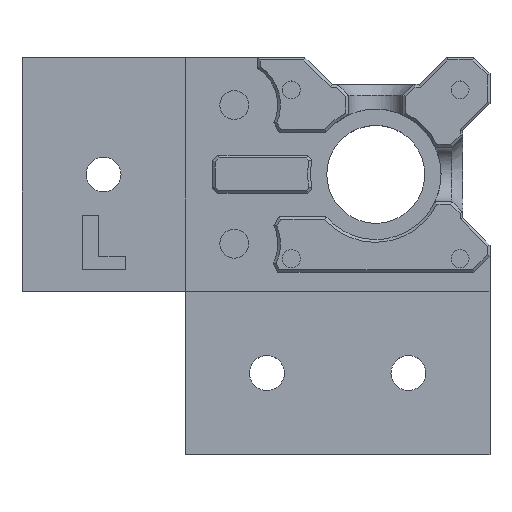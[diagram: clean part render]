
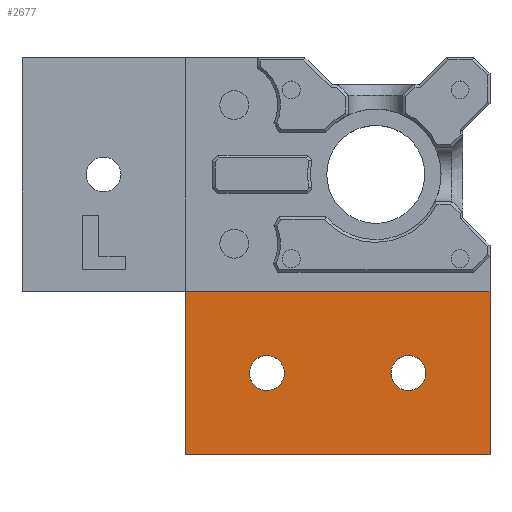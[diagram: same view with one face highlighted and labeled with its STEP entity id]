
A CAD part, top view. The second image highlights one B-rep face of the part: STEP entity #2677.
In plain terms, the highlighted planar face has unit normal (0, 0, 1).
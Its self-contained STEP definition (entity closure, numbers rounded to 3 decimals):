
#29=FACE_BOUND('',#443,.T.);
#30=FACE_BOUND('',#444,.T.);
#129=CIRCLE('',#2903,3.2);
#130=CIRCLE('',#2904,3.2);
#267=FACE_OUTER_BOUND('',#442,.T.);
#442=EDGE_LOOP('',(#2261,#2262,#2263,#2264));
#443=EDGE_LOOP('',(#2265));
#444=EDGE_LOOP('',(#2266));
#739=LINE('',#4381,#1042);
#740=LINE('',#4384,#1043);
#741=LINE('',#4386,#1044);
#742=LINE('',#4387,#1045);
#1042=VECTOR('',#3563,10.);
#1043=VECTOR('',#3566,10.);
#1044=VECTOR('',#3567,10.);
#1045=VECTOR('',#3568,10.);
#1284=VERTEX_POINT('',#4373);
#1286=VERTEX_POINT('',#4379);
#1287=VERTEX_POINT('',#4383);
#1288=VERTEX_POINT('',#4385);
#1289=VERTEX_POINT('',#4388);
#1290=VERTEX_POINT('',#4390);
#1629=EDGE_CURVE('',#1284,#1286,#739,.T.);
#1630=EDGE_CURVE('',#1286,#1287,#740,.T.);
#1631=EDGE_CURVE('',#1287,#1288,#741,.T.);
#1632=EDGE_CURVE('',#1288,#1284,#742,.T.);
#1633=EDGE_CURVE('',#1289,#1289,#129,.T.);
#1634=EDGE_CURVE('',#1290,#1290,#130,.T.);
#2261=ORIENTED_EDGE('',*,*,#1629,.T.);
#2262=ORIENTED_EDGE('',*,*,#1630,.T.);
#2263=ORIENTED_EDGE('',*,*,#1631,.T.);
#2264=ORIENTED_EDGE('',*,*,#1632,.T.);
#2265=ORIENTED_EDGE('',*,*,#1633,.T.);
#2266=ORIENTED_EDGE('',*,*,#1634,.T.);
#2522=PLANE('',#2902);
#2677=ADVANCED_FACE('',(#267,#29,#30),#2522,.T.);
#2902=AXIS2_PLACEMENT_3D('',#4382,#3564,#3565);
#2903=AXIS2_PLACEMENT_3D('',#4389,#3569,#3570);
#2904=AXIS2_PLACEMENT_3D('',#4391,#3571,#3572);
#3563=DIRECTION('',(0.,-1.,0.));
#3564=DIRECTION('center_axis',(0.,0.,1.));
#3565=DIRECTION('ref_axis',(1.,0.,0.));
#3566=DIRECTION('',(1.,0.,0.));
#3567=DIRECTION('',(0.,1.,0.));
#3568=DIRECTION('',(-1.,0.,0.));
#3569=DIRECTION('center_axis',(0.,0.,-1.));
#3570=DIRECTION('ref_axis',(-1.,0.,0.));
#3571=DIRECTION('center_axis',(0.,0.,-1.));
#3572=DIRECTION('ref_axis',(-1.,0.,0.));
#4373=CARTESIAN_POINT('',(-66.,30.,6.));
#4379=CARTESIAN_POINT('',(-66.,0.,6.));
#4381=CARTESIAN_POINT('',(-66.,18.25,6.));
#4382=CARTESIAN_POINT('Origin',(-53.,36.5,6.));
#4383=CARTESIAN_POINT('',(-10.,0.,6.));
#4384=CARTESIAN_POINT('',(-10.,0.,6.));
#4385=CARTESIAN_POINT('',(-10.,30.,6.));
#4386=CARTESIAN_POINT('',(-10.,73.,6.));
#4387=CARTESIAN_POINT('',(-59.5,30.,6.));
#4388=CARTESIAN_POINT('',(-21.8,15.,6.));
#4389=CARTESIAN_POINT('Origin',(-25.,15.,6.));
#4390=CARTESIAN_POINT('',(-47.8,15.,6.));
#4391=CARTESIAN_POINT('Origin',(-51.,15.,6.));
